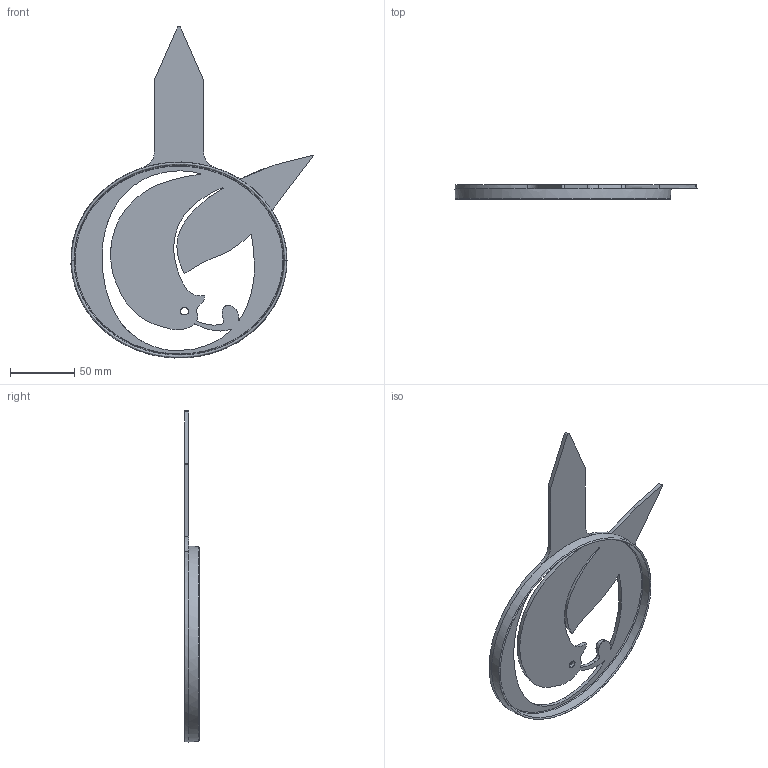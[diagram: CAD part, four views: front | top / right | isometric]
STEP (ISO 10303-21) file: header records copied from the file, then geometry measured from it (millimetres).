
FILE_DESCRIPTION(/* description */ (''),/* implementation_level */ '2;1');
FILE_NAME(/* name */ 'marker v0.step',/* time_stamp */ '2023-10-02T14:16:08-04:00',/* author */ (''),/* organization */ (''),/* preprocessor_version */ 'ST-DEVELOPER v20',/* originating_system */ 'Autodesk Translation Framework v12.14.0.127',/* authorisation */ '');
FILE_SCHEMA (('AUTOMOTIVE_DESIGN { 1 0 10303 214 3 1 1 }'));
Length unit declared in the file: inch
Products named in the file (1): marker
Bounding box: 187.72 x 11.18 x 257.46 mm (x, y, z)
Volume: 68208.2 mm3; surface area: 50419.4 mm2
Topology: 1 solids, 1 shells, 74 faces, 211 edges, 139 vertices
Faces by surface type: bspline 62, plane 9, cylinder 3
Entity records: 5609 total; most frequent: CARTESIAN_POINT 4143, ORIENTED_EDGE 422, EDGE_CURVE 211, B_SPLINE_CURVE_WITH_KNOTS 170, VERTEX_POINT 139, EDGE_LOOP 80, DIRECTION 75, FACE_OUTER_BOUND 74
